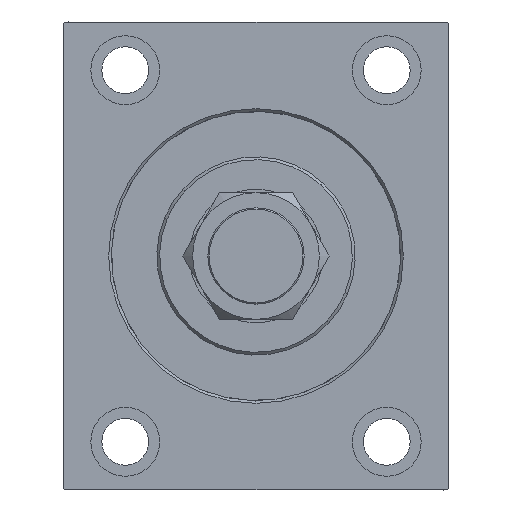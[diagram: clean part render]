
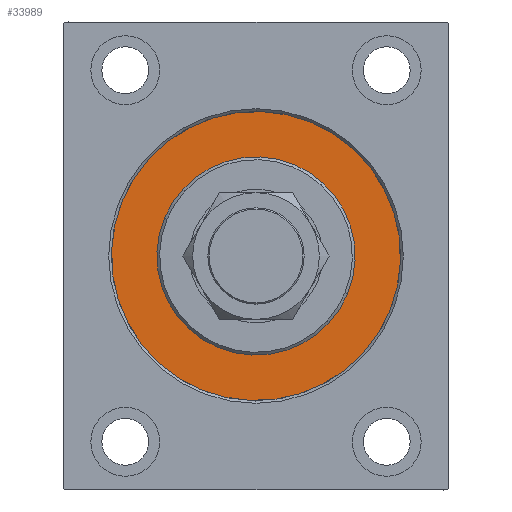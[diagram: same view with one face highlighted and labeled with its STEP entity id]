
A CAD part, left-side view. The second image highlights one B-rep face of the part: STEP entity #33989.
In plain terms, the highlighted face is planar.
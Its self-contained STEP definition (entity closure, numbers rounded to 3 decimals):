
#1828 = DIRECTION ( 'NONE',  ( 0., 0., 1. ) ) ;
#2210 = EDGE_LOOP ( 'NONE', ( #6751, #5693 ) ) ;
#2347 = CIRCLE ( 'NONE', #38921, 36. ) ;
#2781 = DIRECTION ( 'NONE',  ( -1., 0., 0. ) ) ;
#3244 = CARTESIAN_POINT ( 'NONE',  ( 0., 0., 36. ) ) ;
#5144 = DIRECTION ( 'NONE',  ( 0., 0., -1. ) ) ;
#5693 = ORIENTED_EDGE ( 'NONE', *, *, #43237, .F. ) ;
#6751 = ORIENTED_EDGE ( 'NONE', *, *, #42372, .F. ) ;
#12147 = CARTESIAN_POINT ( 'NONE',  ( 0., 0., 0. ) ) ;
#13457 = AXIS2_PLACEMENT_3D ( 'NONE', #44852, #40631, #1828 ) ;
#13554 = AXIS2_PLACEMENT_3D ( 'NONE', #29929, #33448, #5144 ) ;
#14233 = CIRCLE ( 'NONE', #13457, 52.5 ) ;
#16210 = VERTEX_POINT ( 'NONE', #45561 ) ;
#16866 = ORIENTED_EDGE ( 'NONE', *, *, #36661, .F. ) ;
#17595 = ORIENTED_EDGE ( 'NONE', *, *, #33301, .F. ) ;
#18618 = CIRCLE ( 'NONE', #35050, 52.5 ) ;
#18639 = VERTEX_POINT ( 'NONE', #32543 ) ;
#24752 = FACE_BOUND ( 'NONE', #2210, .T. ) ;
#24920 = CARTESIAN_POINT ( 'NONE',  ( 0., 0., 0. ) ) ;
#26426 = DIRECTION ( 'NONE',  ( 1., 0., 0. ) ) ;
#28511 = CIRCLE ( 'NONE', #13554, 36. ) ;
#29462 = DIRECTION ( 'NONE',  ( 0., 0., -1. ) ) ;
#29929 = CARTESIAN_POINT ( 'NONE',  ( 0., 0., 0. ) ) ;
#32239 = DIRECTION ( 'NONE',  ( 0., 0., 1. ) ) ;
#32543 = CARTESIAN_POINT ( 'NONE',  ( 0., 0., -52.5 ) ) ;
#33301 = EDGE_CURVE ( 'NONE', #16210, #18639, #18618, .T. ) ;
#33448 = DIRECTION ( 'NONE',  ( 1., 0., 0. ) ) ;
#33989 = ADVANCED_FACE ( 'NONE', ( #24752, #42763 ), #34802, .F. ) ;
#34802 = PLANE ( 'NONE',  #38048 ) ;
#35050 = AXIS2_PLACEMENT_3D ( 'NONE', #24920, #39188, #36816 ) ;
#36661 = EDGE_CURVE ( 'NONE', #18639, #16210, #14233, .T. ) ;
#36816 = DIRECTION ( 'NONE',  ( 0., 0., 1. ) ) ;
#38048 = AXIS2_PLACEMENT_3D ( 'NONE', #42993, #2781, #32239 ) ;
#38921 = AXIS2_PLACEMENT_3D ( 'NONE', #12147, #26426, #29462 ) ;
#39188 = DIRECTION ( 'NONE',  ( -1., 0., 0. ) ) ;
#40302 = VERTEX_POINT ( 'NONE', #3244 ) ;
#40631 = DIRECTION ( 'NONE',  ( -1., 0., 0. ) ) ;
#42372 = EDGE_CURVE ( 'NONE', #40302, #46211, #2347, .T. ) ;
#42763 = FACE_OUTER_BOUND ( 'NONE', #43606, .T. ) ;
#42887 = CARTESIAN_POINT ( 'NONE',  ( 0., 0., -36. ) ) ;
#42993 = CARTESIAN_POINT ( 'NONE',  ( 0., 0., 0. ) ) ;
#43237 = EDGE_CURVE ( 'NONE', #46211, #40302, #28511, .T. ) ;
#43606 = EDGE_LOOP ( 'NONE', ( #16866, #17595 ) ) ;
#44852 = CARTESIAN_POINT ( 'NONE',  ( 0., 0., 0. ) ) ;
#45561 = CARTESIAN_POINT ( 'NONE',  ( 0., 0., 52.5 ) ) ;
#46211 = VERTEX_POINT ( 'NONE', #42887 ) ;
